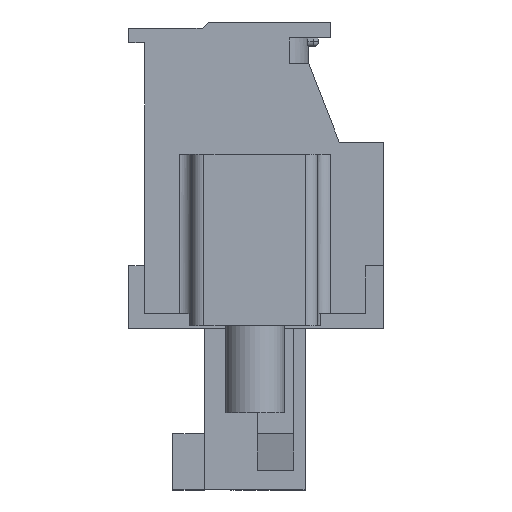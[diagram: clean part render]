
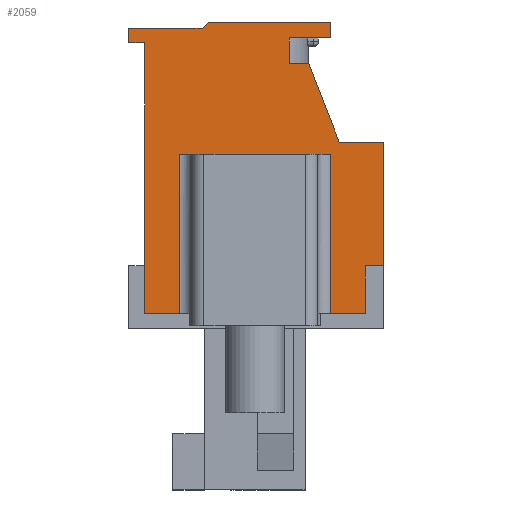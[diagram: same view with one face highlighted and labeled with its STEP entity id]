
A CAD part, left-side view. The second image highlights one B-rep face of the part: STEP entity #2059.
In plain terms, the highlighted planar face has unit normal (-1, 0, 0).
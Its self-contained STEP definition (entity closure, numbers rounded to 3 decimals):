
#2059 = ADVANCED_FACE( '', ( #4314 ), #4315, .T. );
#4314 = FACE_OUTER_BOUND( '', #6838, .T. );
#4315 = PLANE( '', #6839 );
#6838 = EDGE_LOOP( '', ( #12412, #12413, #12414, #12415, #12416, #12417, #12418, #12419, #12420, #12421, #12422, #12423, #12424, #12425, #12426, #12427, #12428, #12429, #12430, #12431 ) );
#6839 = AXIS2_PLACEMENT_3D( '', #12432, #12433, #12434 );
#12412 = ORIENTED_EDGE( '', *, *, #15664, .F. );
#12413 = ORIENTED_EDGE( '', *, *, #16554, .T. );
#12414 = ORIENTED_EDGE( '', *, *, #17689, .T. );
#12415 = ORIENTED_EDGE( '', *, *, #17690, .T. );
#12416 = ORIENTED_EDGE( '', *, *, #17495, .T. );
#12417 = ORIENTED_EDGE( '', *, *, #17691, .T. );
#12418 = ORIENTED_EDGE( '', *, *, #15504, .T. );
#12419 = ORIENTED_EDGE( '', *, *, #17139, .T. );
#12420 = ORIENTED_EDGE( '', *, *, #17363, .F. );
#12421 = ORIENTED_EDGE( '', *, *, #16920, .T. );
#12422 = ORIENTED_EDGE( '', *, *, #17224, .T. );
#12423 = ORIENTED_EDGE( '', *, *, #17442, .T. );
#12424 = ORIENTED_EDGE( '', *, *, #16992, .T. );
#12425 = ORIENTED_EDGE( '', *, *, #17692, .T. );
#12426 = ORIENTED_EDGE( '', *, *, #15902, .T. );
#12427 = ORIENTED_EDGE( '', *, *, #17693, .T. );
#12428 = ORIENTED_EDGE( '', *, *, #17694, .T. );
#12429 = ORIENTED_EDGE( '', *, *, #17695, .T. );
#12430 = ORIENTED_EDGE( '', *, *, #17696, .T. );
#12431 = ORIENTED_EDGE( '', *, *, #17697, .T. );
#12432 = CARTESIAN_POINT( '', ( -11.43, 0., 0. ) );
#12433 = DIRECTION( '', ( -1., 0., 0. ) );
#12434 = DIRECTION( '', ( 0., 0., 1. ) );
#15504 = EDGE_CURVE( '', #18585, #18586, #18587, .T. );
#15664 = EDGE_CURVE( '', #18874, #18876, #18877, .T. );
#15902 = EDGE_CURVE( '', #19295, #19296, #19297, .T. );
#16554 = EDGE_CURVE( '', #18874, #20375, #20377, .F. );
#16920 = EDGE_CURVE( '', #20935, #20933, #20936, .T. );
#16992 = EDGE_CURVE( '', #21046, #21047, #21048, .T. );
#17139 = EDGE_CURVE( '', #18586, #21258, #21259, .T. );
#17224 = EDGE_CURVE( '', #20933, #21378, #21380, .T. );
#17363 = EDGE_CURVE( '', #20935, #21258, #21577, .T. );
#17442 = EDGE_CURVE( '', #21378, #21046, #21678, .T. );
#17495 = EDGE_CURVE( '', #21747, #21745, #21748, .T. );
#17689 = EDGE_CURVE( '', #20375, #21995, #21996, .T. );
#17690 = EDGE_CURVE( '', #21995, #21747, #21997, .T. );
#17691 = EDGE_CURVE( '', #21745, #18585, #21998, .T. );
#17692 = EDGE_CURVE( '', #21047, #19295, #21999, .T. );
#17693 = EDGE_CURVE( '', #19296, #22000, #22001, .T. );
#17694 = EDGE_CURVE( '', #22000, #22002, #22003, .T. );
#17695 = EDGE_CURVE( '', #22002, #22004, #22005, .T. );
#17696 = EDGE_CURVE( '', #22004, #22006, #22007, .T. );
#17697 = EDGE_CURVE( '', #22006, #18876, #22008, .T. );
#18585 = VERTEX_POINT( '', #23066 );
#18586 = VERTEX_POINT( '', #23067 );
#18587 = LINE( '', #23068, #23069 );
#18874 = VERTEX_POINT( '', #23474 );
#18876 = VERTEX_POINT( '', #23476 );
#18877 = LINE( '', #23477, #23478 );
#19295 = VERTEX_POINT( '', #24101 );
#19296 = VERTEX_POINT( '', #24102 );
#19297 = LINE( '', #24103, #24104 );
#20375 = VERTEX_POINT( '', #25696 );
#20377 = LINE( '', #25698, #25699 );
#20933 = VERTEX_POINT( '', #26518 );
#20935 = VERTEX_POINT( '', #26521 );
#20936 = LINE( '', #26522, #26523 );
#21046 = VERTEX_POINT( '', #26691 );
#21047 = VERTEX_POINT( '', #26692 );
#21048 = LINE( '', #26693, #26694 );
#21258 = VERTEX_POINT( '', #27004 );
#21259 = LINE( '', #27005, #27006 );
#21378 = VERTEX_POINT( '', #27180 );
#21380 = LINE( '', #27183, #27184 );
#21577 = LINE( '', #27495, #27496 );
#21678 = LINE( '', #27648, #27649 );
#21745 = VERTEX_POINT( '', #27747 );
#21747 = VERTEX_POINT( '', #27750 );
#21748 = LINE( '', #27751, #27752 );
#21995 = VERTEX_POINT( '', #28158 );
#21996 = LINE( '', #28159, #28160 );
#21997 = LINE( '', #28161, #28162 );
#21998 = LINE( '', #28163, #28164 );
#21999 = LINE( '', #28165, #28166 );
#22000 = VERTEX_POINT( '', #28167 );
#22001 = LINE( '', #28168, #28169 );
#22002 = VERTEX_POINT( '', #28170 );
#22003 = LINE( '', #28171, #28172 );
#22004 = VERTEX_POINT( '', #28173 );
#22005 = LINE( '', #28174, #28175 );
#22006 = VERTEX_POINT( '', #28176 );
#22007 = LINE( '', #28177, #28178 );
#22008 = LINE( '', #28179, #28180 );
#23066 = CARTESIAN_POINT( '', ( -11.43, -5.25, 1.475 ) );
#23067 = CARTESIAN_POINT( '', ( -11.43, -3.45, 1.475 ) );
#23068 = CARTESIAN_POINT( '', ( -11.43, -5.25, 1.475 ) );
#23069 = VECTOR( '', #29365, 1000. );
#23474 = CARTESIAN_POINT( '', ( -11.43, -3.075, 0.975 ) );
#23476 = CARTESIAN_POINT( '', ( -11.43, 3.075, 0.975 ) );
#23477 = CARTESIAN_POINT( '', ( -11.43, -2.575, 0.975 ) );
#23478 = VECTOR( '', #29529, 1000. );
#24101 = CARTESIAN_POINT( '', ( -11.43, 2.153, 6.125 ) );
#24102 = CARTESIAN_POINT( '', ( -11.43, 5.15, 6.125 ) );
#24103 = CARTESIAN_POINT( '', ( -11.43, 2.153, 6.125 ) );
#24104 = VECTOR( '', #29768, 1000. );
#25696 = CARTESIAN_POINT( '', ( -11.43, -3.075, -5.525 ) );
#25698 = CARTESIAN_POINT( '', ( -11.43, -3.075, -5.525 ) );
#25699 = VECTOR( '', #30397, 1000. );
#26518 = CARTESIAN_POINT( '', ( -11.43, -1.4, 5.725 ) );
#26521 = CARTESIAN_POINT( '', ( -11.43, -1.4, 4.675 ) );
#26522 = CARTESIAN_POINT( '', ( -11.43, -1.4, 4.675 ) );
#26523 = VECTOR( '', #30754, 1000. );
#26691 = CARTESIAN_POINT( '', ( -11.43, -3.1, 6.375 ) );
#26692 = CARTESIAN_POINT( '', ( -11.43, 1.9, 6.375 ) );
#26693 = CARTESIAN_POINT( '', ( -11.43, -3.1, 6.375 ) );
#26694 = VECTOR( '', #30832, 1000. );
#27004 = CARTESIAN_POINT( '', ( -11.43, -2.2, 4.675 ) );
#27005 = CARTESIAN_POINT( '', ( -11.43, -3.45, 1.475 ) );
#27006 = VECTOR( '', #30978, 1000. );
#27180 = CARTESIAN_POINT( '', ( -11.43, -3.1, 5.725 ) );
#27183 = CARTESIAN_POINT( '', ( -11.43, -2.2, 5.725 ) );
#27184 = VECTOR( '', #31059, 1000. );
#27495 = CARTESIAN_POINT( '', ( -11.43, -1.4, 4.675 ) );
#27496 = VECTOR( '', #31192, 1000. );
#27648 = CARTESIAN_POINT( '', ( -11.43, -3.1, 5.725 ) );
#27649 = VECTOR( '', #31263, 1000. );
#27747 = CARTESIAN_POINT( '', ( -11.43, -5.25, -3.575 ) );
#27750 = CARTESIAN_POINT( '', ( -11.43, -4.5, -3.575 ) );
#27751 = CARTESIAN_POINT( '', ( -11.43, -4.5, -3.575 ) );
#27752 = VECTOR( '', #31308, 1000. );
#28158 = CARTESIAN_POINT( '', ( -11.43, -4.5, -5.525 ) );
#28159 = CARTESIAN_POINT( '', ( -11.43, 4.5, -5.525 ) );
#28160 = VECTOR( '', #31474, 1000. );
#28161 = CARTESIAN_POINT( '', ( -11.43, -4.5, -5.525 ) );
#28162 = VECTOR( '', #31475, 1000. );
#28163 = CARTESIAN_POINT( '', ( -11.43, -5.25, -3.575 ) );
#28164 = VECTOR( '', #31476, 1000. );
#28165 = CARTESIAN_POINT( '', ( -11.43, 1.9, 6.375 ) );
#28166 = VECTOR( '', #31477, 1000. );
#28167 = CARTESIAN_POINT( '', ( -11.43, 5.15, 5.525 ) );
#28168 = CARTESIAN_POINT( '', ( -11.43, 5.15, 6.125 ) );
#28169 = VECTOR( '', #31478, 1000. );
#28170 = CARTESIAN_POINT( '', ( -11.43, 4.5, 5.525 ) );
#28171 = CARTESIAN_POINT( '', ( -11.43, 5.15, 5.525 ) );
#28172 = VECTOR( '', #31479, 1000. );
#28173 = CARTESIAN_POINT( '', ( -11.43, 4.5, -5.525 ) );
#28174 = CARTESIAN_POINT( '', ( -11.43, 4.5, 5.525 ) );
#28175 = VECTOR( '', #31480, 1000. );
#28176 = CARTESIAN_POINT( '', ( -11.43, 3.075, -5.525 ) );
#28177 = CARTESIAN_POINT( '', ( -11.43, 4.5, -5.525 ) );
#28178 = VECTOR( '', #31481, 1000. );
#28179 = CARTESIAN_POINT( '', ( -11.43, 3.075, 0. ) );
#28180 = VECTOR( '', #31482, 1000. );
#29365 = DIRECTION( '', ( 0., 1., 0. ) );
#29529 = DIRECTION( '', ( 0., 1., 0. ) );
#29768 = DIRECTION( '', ( 0., 1., 0. ) );
#30397 = DIRECTION( '', ( 0., 0., 1. ) );
#30754 = DIRECTION( '', ( 0., 0., 1. ) );
#30832 = DIRECTION( '', ( 0., 1., 0. ) );
#30978 = DIRECTION( '', ( 0., 0.364, 0.931 ) );
#31059 = DIRECTION( '', ( 0., -1., 0. ) );
#31192 = DIRECTION( '', ( 0., -1., 0. ) );
#31263 = DIRECTION( '', ( 0., 0., 1. ) );
#31308 = DIRECTION( '', ( 0., -1., 0. ) );
#31474 = DIRECTION( '', ( 0., -1., 0. ) );
#31475 = DIRECTION( '', ( 0., 0., 1. ) );
#31476 = DIRECTION( '', ( 0., 0., 1. ) );
#31477 = DIRECTION( '', ( 0., 0.711, -0.704 ) );
#31478 = DIRECTION( '', ( 0., 0., -1. ) );
#31479 = DIRECTION( '', ( 0., -1., 0. ) );
#31480 = DIRECTION( '', ( 0., 0., -1. ) );
#31481 = DIRECTION( '', ( 0., -1., 0. ) );
#31482 = DIRECTION( '', ( 0., 0., 1. ) );
